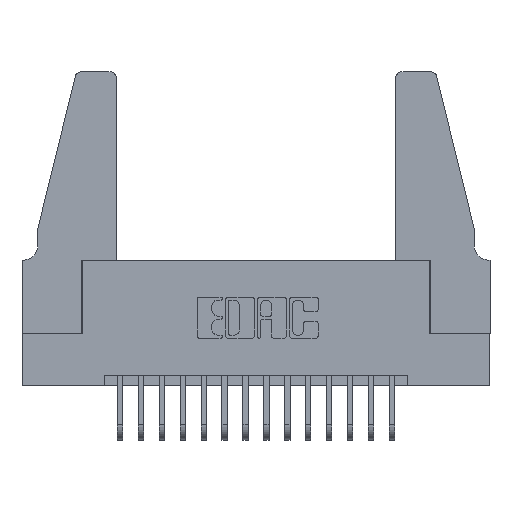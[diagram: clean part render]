
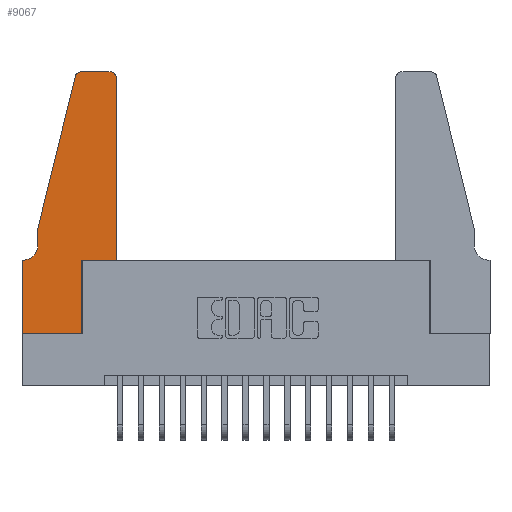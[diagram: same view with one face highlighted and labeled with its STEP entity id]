
A CAD part, top view. The second image highlights one B-rep face of the part: STEP entity #9067.
In plain terms, the highlighted planar face has unit normal (0, 0, 1).
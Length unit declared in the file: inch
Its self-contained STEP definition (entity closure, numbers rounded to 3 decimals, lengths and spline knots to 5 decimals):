
#295 = LINE ( 'NONE', #7672, #2756 ) ;
#404 = ORIENTED_EDGE ( 'NONE', *, *, #14645, .T. ) ;
#885 = CARTESIAN_POINT ( 'NONE',  ( 0., 0.35, 0.37 ) ) ;
#1193 = AXIS2_PLACEMENT_3D ( 'NONE', #10259, #16022, #1672 ) ;
#1273 = EDGE_CURVE ( 'NONE', #7248, #4797, #5264, .T. ) ;
#1304 = EDGE_CURVE ( 'NONE', #11574, #7248, #1677, .T. ) ;
#1604 = CARTESIAN_POINT ( 'NONE',  ( 0.4505, 0.35, 0.37 ) ) ;
#1672 = DIRECTION ( 'NONE',  ( -1., 0., 0. ) ) ;
#1677 = LINE ( 'NONE', #11894, #10420 ) ;
#1723 = LINE ( 'NONE', #4788, #11809 ) ;
#1858 = ORIENTED_EDGE ( 'NONE', *, *, #4199, .T. ) ;
#2170 = EDGE_CURVE ( 'NONE', #11880, #5707, #16253, .T. ) ;
#2756 = VECTOR ( 'NONE', #11989, 39.37008 ) ;
#3298 = ORIENTED_EDGE ( 'NONE', *, *, #15629, .T. ) ;
#3306 = DIRECTION ( 'NONE',  ( -1., 0., 0. ) ) ;
#3479 = DIRECTION ( 'NONE',  ( -1., 0., 0. ) ) ;
#3562 = ORIENTED_EDGE ( 'NONE', *, *, #17930, .T. ) ;
#3637 = CARTESIAN_POINT ( 'NONE',  ( 0.0055, 0.35, 0.37 ) ) ;
#3647 = DIRECTION ( 'NONE',  ( 1., 0., 0. ) ) ;
#3728 = CIRCLE ( 'NONE', #1193, 0.07 ) ;
#3917 = VERTEX_POINT ( 'NONE', #13816 ) ;
#4199 = EDGE_CURVE ( 'NONE', #12314, #16682, #13766, .T. ) ;
#4788 = CARTESIAN_POINT ( 'NONE',  ( 0.2605, 1.25, 0.37 ) ) ;
#4797 = VERTEX_POINT ( 'NONE', #9164 ) ;
#5207 = EDGE_CURVE ( 'NONE', #8209, #18488, #295, .T. ) ;
#5264 = LINE ( 'NONE', #11841, #12856 ) ;
#5418 = EDGE_LOOP ( 'NONE', ( #8098, #18324, #1858, #15476, #404, #11660, #16521, #8719, #3562, #10990, #3298, #8285 ) ) ;
#5707 = VERTEX_POINT ( 'NONE', #11486 ) ;
#5708 = VECTOR ( 'NONE', #8286, 39.37008 ) ;
#6256 = EDGE_CURVE ( 'NONE', #4797, #7045, #18199, .T. ) ;
#6317 = AXIS2_PLACEMENT_3D ( 'NONE', #7856, #17894, #3647 ) ;
#6323 = CARTESIAN_POINT ( 'NONE',  ( 0.2865, 0.35, 0.37 ) ) ;
#6358 = CARTESIAN_POINT ( 'NONE',  ( 0., 0., 0.37 ) ) ;
#6741 = CARTESIAN_POINT ( 'NONE',  ( 0., 0.35, 0.37 ) ) ;
#7045 = VERTEX_POINT ( 'NONE', #10548 ) ;
#7248 = VERTEX_POINT ( 'NONE', #885 ) ;
#7672 = CARTESIAN_POINT ( 'NONE',  ( 0.4505, 0.35, 0.37 ) ) ;
#7748 = EDGE_CURVE ( 'NONE', #3917, #12314, #14782, .T. ) ;
#7856 = CARTESIAN_POINT ( 'NONE',  ( 0.4205, 1.22, 0.37 ) ) ;
#7962 = VECTOR ( 'NONE', #12730, 39.37008 ) ;
#7977 = FACE_OUTER_BOUND ( 'NONE', #5418, .T. ) ;
#8098 = ORIENTED_EDGE ( 'NONE', *, *, #14711, .T. ) ;
#8209 = VERTEX_POINT ( 'NONE', #18446 ) ;
#8285 = ORIENTED_EDGE ( 'NONE', *, *, #2170, .T. ) ;
#8286 = DIRECTION ( 'NONE',  ( 0., 1., 0. ) ) ;
#8435 = AXIS2_PLACEMENT_3D ( 'NONE', #6741, #12612, #18209 ) ;
#8719 = ORIENTED_EDGE ( 'NONE', *, *, #6256, .T. ) ;
#9067 = ADVANCED_FACE ( 'NONE', ( #7977 ), #9623, .T. ) ;
#9164 = CARTESIAN_POINT ( 'NONE',  ( 0., 0., 0.37 ) ) ;
#9623 = PLANE ( 'NONE',  #8435 ) ;
#9698 = VECTOR ( 'NONE', #14846, 39.37008 ) ;
#9772 = DIRECTION ( 'NONE',  ( 0., 0., 1. ) ) ;
#9956 = CARTESIAN_POINT ( 'NONE',  ( 0.284, 1.22, 0.37 ) ) ;
#10259 = CARTESIAN_POINT ( 'NONE',  ( 0.0055, 0.42, 0.37 ) ) ;
#10420 = VECTOR ( 'NONE', #3306, 39.37008 ) ;
#10474 = EDGE_CURVE ( 'NONE', #16682, #14372, #14630, .T. ) ;
#10492 = DIRECTION ( 'NONE',  ( 1., 0., 0. ) ) ;
#10548 = CARTESIAN_POINT ( 'NONE',  ( 0.2865, 0., 0.37 ) ) ;
#10809 = LINE ( 'NONE', #6323, #9698 ) ;
#10820 = AXIS2_PLACEMENT_3D ( 'NONE', #9956, #9772, #16918 ) ;
#10990 = ORIENTED_EDGE ( 'NONE', *, *, #5207, .T. ) ;
#11486 = CARTESIAN_POINT ( 'NONE',  ( 0.4205, 1.25, 0.37 ) ) ;
#11574 = VERTEX_POINT ( 'NONE', #3637 ) ;
#11660 = ORIENTED_EDGE ( 'NONE', *, *, #1304, .T. ) ;
#11771 = LINE ( 'NONE', #16864, #5708 ) ;
#11809 = VECTOR ( 'NONE', #3479, 39.37008 ) ;
#11841 = CARTESIAN_POINT ( 'NONE',  ( 0., 0., 0.37 ) ) ;
#11880 = VERTEX_POINT ( 'NONE', #17232 ) ;
#11894 = CARTESIAN_POINT ( 'NONE',  ( 0.0755, 0.35, 0.37 ) ) ;
#11941 = VECTOR ( 'NONE', #16380, 39.37008 ) ;
#11989 = DIRECTION ( 'NONE',  ( 1., 0., 0. ) ) ;
#12314 = VERTEX_POINT ( 'NONE', #16957 ) ;
#12567 = VECTOR ( 'NONE', #10492, 39.37008 ) ;
#12612 = DIRECTION ( 'NONE',  ( 0., 0., 1. ) ) ;
#12730 = DIRECTION ( 'NONE',  ( -0.239, -0.971, 0. ) ) ;
#12856 = VECTOR ( 'NONE', #17487, 39.37008 ) ;
#13614 = CARTESIAN_POINT ( 'NONE',  ( 0.0755, 0.5, 0.37 ) ) ;
#13766 = LINE ( 'NONE', #18085, #7962 ) ;
#13816 = CARTESIAN_POINT ( 'NONE',  ( 0.284, 1.25, 0.37 ) ) ;
#14372 = VERTEX_POINT ( 'NONE', #16666 ) ;
#14630 = LINE ( 'NONE', #17761, #11941 ) ;
#14645 = EDGE_CURVE ( 'NONE', #14372, #11574, #3728, .T. ) ;
#14711 = EDGE_CURVE ( 'NONE', #5707, #3917, #1723, .T. ) ;
#14782 = CIRCLE ( 'NONE', #10820, 0.03 ) ;
#14846 = DIRECTION ( 'NONE',  ( 0., 1., 0. ) ) ;
#15476 = ORIENTED_EDGE ( 'NONE', *, *, #10474, .T. ) ;
#15629 = EDGE_CURVE ( 'NONE', #18488, #11880, #11771, .T. ) ;
#16022 = DIRECTION ( 'NONE',  ( 0., 0., -1. ) ) ;
#16253 = CIRCLE ( 'NONE', #6317, 0.03 ) ;
#16380 = DIRECTION ( 'NONE',  ( 0., -1., 0. ) ) ;
#16521 = ORIENTED_EDGE ( 'NONE', *, *, #1273, .T. ) ;
#16666 = CARTESIAN_POINT ( 'NONE',  ( 0.0755, 0.42, 0.37 ) ) ;
#16682 = VERTEX_POINT ( 'NONE', #13614 ) ;
#16864 = CARTESIAN_POINT ( 'NONE',  ( 0.4505, 0.35, 0.37 ) ) ;
#16918 = DIRECTION ( 'NONE',  ( 1., 0., 0. ) ) ;
#16957 = CARTESIAN_POINT ( 'NONE',  ( 0.25487, 1.22718, 0.37 ) ) ;
#17232 = CARTESIAN_POINT ( 'NONE',  ( 0.4505, 1.22, 0.37 ) ) ;
#17487 = DIRECTION ( 'NONE',  ( 0., -1., 0. ) ) ;
#17761 = CARTESIAN_POINT ( 'NONE',  ( 0.0755, 0.5, 0.37 ) ) ;
#17894 = DIRECTION ( 'NONE',  ( 0., 0., 1. ) ) ;
#17930 = EDGE_CURVE ( 'NONE', #7045, #8209, #10809, .T. ) ;
#18085 = CARTESIAN_POINT ( 'NONE',  ( 0.0755, 0.5, 0.37 ) ) ;
#18199 = LINE ( 'NONE', #6358, #12567 ) ;
#18209 = DIRECTION ( 'NONE',  ( 1., 0., 0. ) ) ;
#18324 = ORIENTED_EDGE ( 'NONE', *, *, #7748, .T. ) ;
#18446 = CARTESIAN_POINT ( 'NONE',  ( 0.2865, 0.35, 0.37 ) ) ;
#18488 = VERTEX_POINT ( 'NONE', #1604 ) ;
